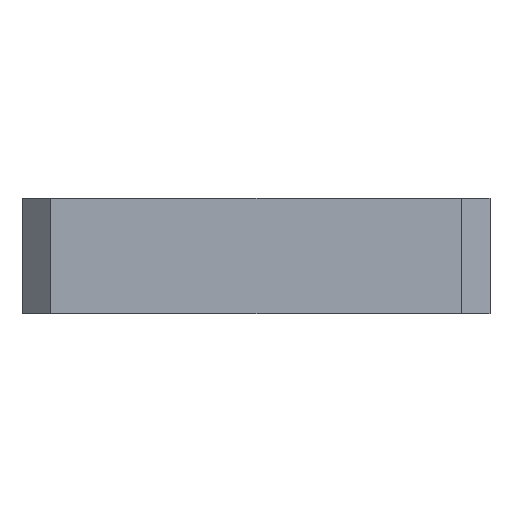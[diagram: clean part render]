
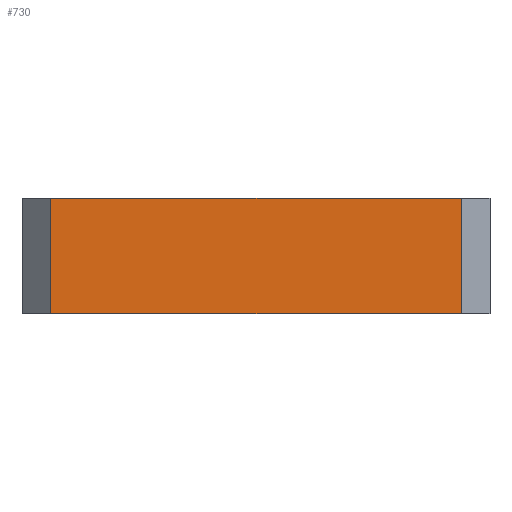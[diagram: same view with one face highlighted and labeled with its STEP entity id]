
A CAD part, left-side view. The second image highlights one B-rep face of the part: STEP entity #730.
In plain terms, the highlighted planar face has unit normal (-1, 0, 0).
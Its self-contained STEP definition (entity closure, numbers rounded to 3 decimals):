
#88 = DIRECTION ( 'NONE',  ( 1., 0., 0. ) ) ;
#126 = CARTESIAN_POINT ( 'NONE',  ( -20.3, 20.3, 5. ) ) ;
#266 = ORIENTED_EDGE ( 'NONE', *, *, #654, .T. ) ;
#270 = LINE ( 'NONE', #662, #680 ) ;
#351 = LINE ( 'NONE', #2228, #425 ) ;
#366 = DIRECTION ( 'NONE',  ( 0., -1., 0. ) ) ;
#425 = VECTOR ( 'NONE', #366, 1000. ) ;
#436 = LINE ( 'NONE', #1691, #768 ) ;
#466 = DIRECTION ( 'NONE',  ( 0., 0., 1. ) ) ;
#609 = EDGE_CURVE ( 'NONE', #755, #2656, #270, .T. ) ;
#654 = EDGE_CURVE ( 'NONE', #2656, #1971, #436, .T. ) ;
#662 = CARTESIAN_POINT ( 'NONE',  ( -20.3, 17.8, 5. ) ) ;
#680 = VECTOR ( 'NONE', #849, 1000. ) ;
#730 = ADVANCED_FACE ( 'NONE', ( #2149 ), #1977, .F. ) ;
#755 = VERTEX_POINT ( 'NONE', #2364 ) ;
#768 = VECTOR ( 'NONE', #1258, 1000. ) ;
#849 = DIRECTION ( 'NONE',  ( 0., 0., -1. ) ) ;
#943 = EDGE_CURVE ( 'NONE', #755, #1825, #351, .T. ) ;
#948 = DIRECTION ( 'NONE',  ( 0., 1., 0. ) ) ;
#1069 = CARTESIAN_POINT ( 'NONE',  ( -20.3, -17.8, 5. ) ) ;
#1085 = LINE ( 'NONE', #1907, #2518 ) ;
#1175 = CARTESIAN_POINT ( 'NONE',  ( -20.3, -17.8, -5. ) ) ;
#1258 = DIRECTION ( 'NONE',  ( 0., -1., 0. ) ) ;
#1443 = ORIENTED_EDGE ( 'NONE', *, *, #943, .F. ) ;
#1487 = EDGE_LOOP ( 'NONE', ( #266, #2577, #1443, #1959 ) ) ;
#1691 = CARTESIAN_POINT ( 'NONE',  ( -20.3, 20.3, -5. ) ) ;
#1825 = VERTEX_POINT ( 'NONE', #1069 ) ;
#1907 = CARTESIAN_POINT ( 'NONE',  ( -20.3, -17.8, 5. ) ) ;
#1959 = ORIENTED_EDGE ( 'NONE', *, *, #609, .T. ) ;
#1971 = VERTEX_POINT ( 'NONE', #1175 ) ;
#1977 = PLANE ( 'NONE',  #2626 ) ;
#2012 = CARTESIAN_POINT ( 'NONE',  ( -20.3, 17.8, -5. ) ) ;
#2149 = FACE_OUTER_BOUND ( 'NONE', #1487, .T. ) ;
#2168 = EDGE_CURVE ( 'NONE', #1971, #1825, #1085, .T. ) ;
#2228 = CARTESIAN_POINT ( 'NONE',  ( -20.3, 20.3, 5. ) ) ;
#2364 = CARTESIAN_POINT ( 'NONE',  ( -20.3, 17.8, 5. ) ) ;
#2518 = VECTOR ( 'NONE', #466, 1000. ) ;
#2577 = ORIENTED_EDGE ( 'NONE', *, *, #2168, .T. ) ;
#2626 = AXIS2_PLACEMENT_3D ( 'NONE', #126, #88, #948 ) ;
#2656 = VERTEX_POINT ( 'NONE', #2012 ) ;
